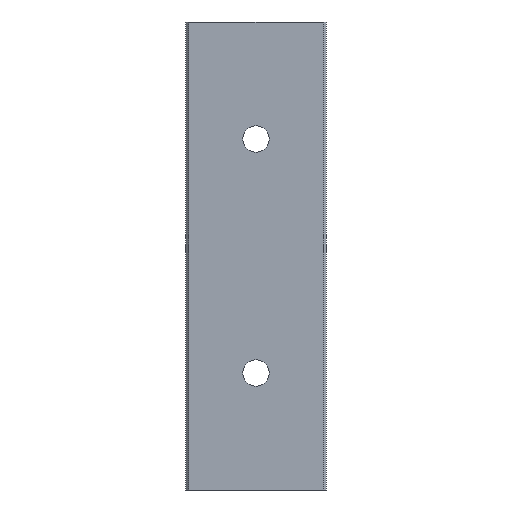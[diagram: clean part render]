
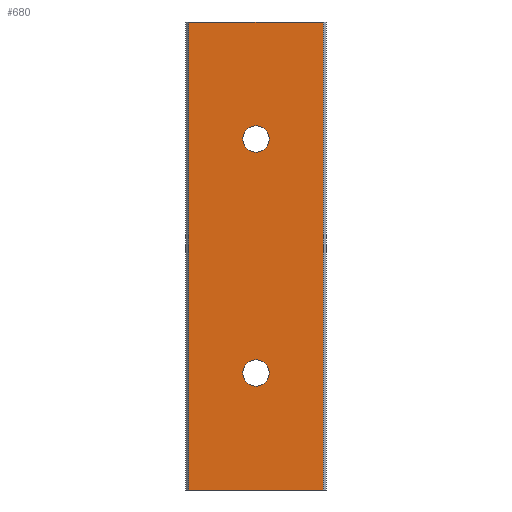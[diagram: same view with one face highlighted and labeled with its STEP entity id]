
A CAD part, front view. The second image highlights one B-rep face of the part: STEP entity #680.
In plain terms, the highlighted planar face has unit normal (0, -1, 0).
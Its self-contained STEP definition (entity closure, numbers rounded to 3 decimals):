
#65=LINE('',#926,#123);
#67=LINE('',#930,#125);
#68=LINE('',#932,#126);
#69=LINE('',#933,#127);
#123=VECTOR('',#797,80.);
#125=VECTOR('',#801,23.);
#126=VECTOR('',#802,80.);
#127=VECTOR('',#803,23.);
#188=FACE_BOUND('',#247,.T.);
#189=FACE_BOUND('',#248,.T.);
#202=FACE_OUTER_BOUND('',#246,.T.);
#246=EDGE_LOOP('',(#484,#485,#486,#487));
#247=EDGE_LOOP('',(#488));
#248=EDGE_LOOP('',(#489));
#281=CIRCLE('',#716,2.25);
#285=CIRCLE('',#723,2.25);
#293=VERTEX_POINT('',#888);
#297=VERTEX_POINT('',#899);
#306=VERTEX_POINT('',#923);
#307=VERTEX_POINT('',#925);
#308=VERTEX_POINT('',#929);
#309=VERTEX_POINT('',#931);
#361=EDGE_CURVE('',#293,#293,#281,.T.);
#365=EDGE_CURVE('',#297,#297,#285,.T.);
#377=EDGE_CURVE('',#307,#306,#65,.T.);
#379=EDGE_CURVE('',#306,#308,#67,.T.);
#380=EDGE_CURVE('',#309,#308,#68,.T.);
#381=EDGE_CURVE('',#309,#307,#69,.T.);
#484=ORIENTED_EDGE('',*,*,#379,.T.);
#485=ORIENTED_EDGE('',*,*,#380,.F.);
#486=ORIENTED_EDGE('',*,*,#381,.T.);
#487=ORIENTED_EDGE('',*,*,#377,.T.);
#488=ORIENTED_EDGE('',*,*,#361,.T.);
#489=ORIENTED_EDGE('',*,*,#365,.T.);
#657=PLANE('',#730);
#680=ADVANCED_FACE('',(#202,#188,#189),#657,.T.);
#716=AXIS2_PLACEMENT_3D('',#889,#760,#761);
#723=AXIS2_PLACEMENT_3D('',#900,#774,#775);
#730=AXIS2_PLACEMENT_3D('',#928,#799,#800);
#760=DIRECTION('center_axis',(0.,1.,0.));
#761=DIRECTION('ref_axis',(1.,0.,0.));
#774=DIRECTION('center_axis',(0.,1.,0.));
#775=DIRECTION('ref_axis',(1.,0.,0.));
#797=DIRECTION('',(0.,0.,1.));
#799=DIRECTION('center_axis',(0.,-1.,0.));
#800=DIRECTION('ref_axis',(0.,0.,-1.));
#801=DIRECTION('',(-1.,0.,0.));
#802=DIRECTION('',(0.,0.,1.));
#803=DIRECTION('',(1.,0.,0.));
#888=CARTESIAN_POINT('',(-2.25,-6.5,60.));
#889=CARTESIAN_POINT('Origin',(0.,-6.5,60.));
#899=CARTESIAN_POINT('',(-2.25,-6.5,20.));
#900=CARTESIAN_POINT('Origin',(0.,-6.5,20.));
#923=CARTESIAN_POINT('',(11.5,-6.5,80.));
#925=CARTESIAN_POINT('',(11.5,-6.5,0.));
#926=CARTESIAN_POINT('',(11.5,-6.5,0.));
#928=CARTESIAN_POINT('Origin',(11.5,-6.5,0.));
#929=CARTESIAN_POINT('',(-11.5,-6.5,80.));
#930=CARTESIAN_POINT('',(-11.5,-6.5,80.));
#931=CARTESIAN_POINT('',(-11.5,-6.5,0.));
#932=CARTESIAN_POINT('',(-11.5,-6.5,0.));
#933=CARTESIAN_POINT('',(-11.5,-6.5,0.));
